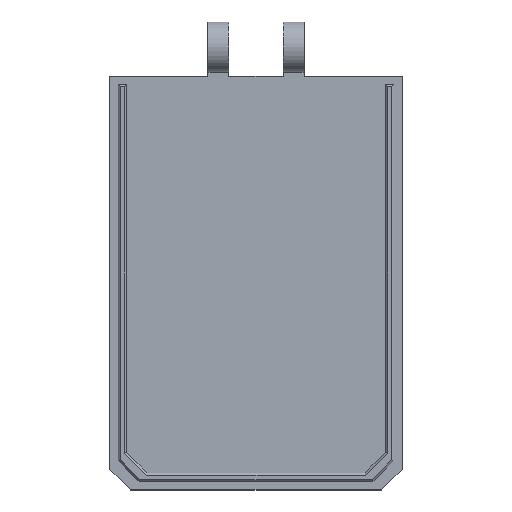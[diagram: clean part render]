
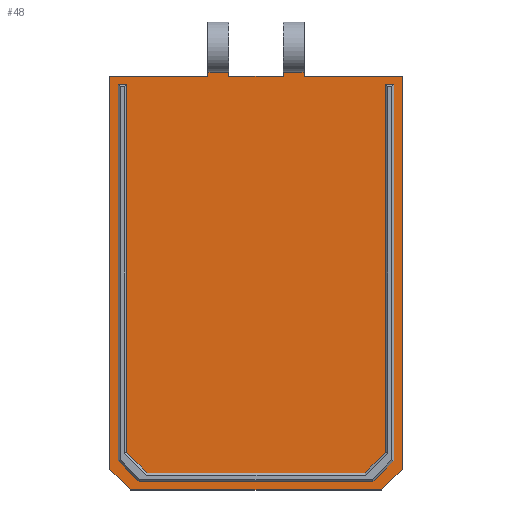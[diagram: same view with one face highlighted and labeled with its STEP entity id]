
A CAD part, top view. The second image highlights one B-rep face of the part: STEP entity #48.
In plain terms, the highlighted planar face has unit normal (0, 0, 1).
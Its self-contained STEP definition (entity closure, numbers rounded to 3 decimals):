
#48=ADVANCED_FACE('',(#100,#102),#104,.T.);
#100=FACE_BOUND('',#101,.T.);
#101=EDGE_LOOP('',(#478,#479,#480,#481,#482,#483,#484,#485,#486,#487,#488,#489,#490,
#491));
#102=FACE_BOUND('',#103,.T.);
#103=EDGE_LOOP('',(#492,#493,#494,#495,#496,#497,#498,#499,#500,#501,#502,#503));
#104=PLANE('',#105);
#105=AXIS2_PLACEMENT_3D('',#106,#107,#108);
#106=CARTESIAN_POINT('',(0.,0.,3.));
#107=DIRECTION('',(0.,0.,1.));
#108=DIRECTION('',(-1.,0.,0.));
#478=ORIENTED_EDGE('',*,*,#744,.F.);
#479=ORIENTED_EDGE('',*,*,#745,.T.);
#480=ORIENTED_EDGE('',*,*,#746,.T.);
#481=ORIENTED_EDGE('',*,*,#747,.T.);
#482=ORIENTED_EDGE('',*,*,#748,.F.);
#483=ORIENTED_EDGE('',*,*,#749,.F.);
#484=ORIENTED_EDGE('',*,*,#750,.T.);
#485=ORIENTED_EDGE('',*,*,#751,.T.);
#486=ORIENTED_EDGE('',*,*,#752,.F.);
#487=ORIENTED_EDGE('',*,*,#753,.F.);
#488=ORIENTED_EDGE('',*,*,#754,.T.);
#489=ORIENTED_EDGE('',*,*,#755,.T.);
#490=ORIENTED_EDGE('',*,*,#756,.F.);
#491=ORIENTED_EDGE('',*,*,#757,.T.);
#492=ORIENTED_EDGE('',*,*,#758,.F.);
#493=ORIENTED_EDGE('',*,*,#759,.F.);
#494=ORIENTED_EDGE('',*,*,#760,.F.);
#495=ORIENTED_EDGE('',*,*,#761,.F.);
#496=ORIENTED_EDGE('',*,*,#762,.F.);
#497=ORIENTED_EDGE('',*,*,#763,.F.);
#498=ORIENTED_EDGE('',*,*,#764,.F.);
#499=ORIENTED_EDGE('',*,*,#765,.F.);
#500=ORIENTED_EDGE('',*,*,#766,.F.);
#501=ORIENTED_EDGE('',*,*,#767,.F.);
#502=ORIENTED_EDGE('',*,*,#768,.F.);
#503=ORIENTED_EDGE('',*,*,#769,.F.);
#744=EDGE_CURVE('',#877,#878,#879,.F.);
#745=EDGE_CURVE('',#877,#880,#881,.T.);
#746=EDGE_CURVE('',#880,#882,#883,.T.);
#747=EDGE_CURVE('',#882,#884,#885,.T.);
#748=EDGE_CURVE('',#886,#884,#887,.T.);
#749=EDGE_CURVE('',#888,#886,#889,.T.);
#750=EDGE_CURVE('',#888,#890,#891,.T.);
#751=EDGE_CURVE('',#890,#892,#893,.T.);
#752=EDGE_CURVE('',#894,#892,#895,.T.);
#753=EDGE_CURVE('',#896,#894,#897,.T.);
#754=EDGE_CURVE('',#896,#898,#899,.T.);
#755=EDGE_CURVE('',#898,#900,#901,.T.);
#756=EDGE_CURVE('',#902,#900,#903,.F.);
#757=EDGE_CURVE('',#902,#878,#904,.T.);
#758=EDGE_CURVE('',#905,#906,#907,.F.);
#759=EDGE_CURVE('',#908,#905,#909,.T.);
#760=EDGE_CURVE('',#910,#908,#911,.T.);
#761=EDGE_CURVE('',#912,#910,#913,.T.);
#762=EDGE_CURVE('',#914,#912,#915,.F.);
#763=EDGE_CURVE('',#916,#914,#917,.T.);
#764=EDGE_CURVE('',#918,#916,#919,.F.);
#765=EDGE_CURVE('',#920,#918,#921,.T.);
#766=EDGE_CURVE('',#922,#920,#923,.T.);
#767=EDGE_CURVE('',#924,#922,#925,.T.);
#768=EDGE_CURVE('',#926,#924,#927,.F.);
#769=EDGE_CURVE('',#906,#926,#928,.T.);
#877=VERTEX_POINT('',#1096);
#878=VERTEX_POINT('',#1097);
#879=LINE('',#1098,#1099);
#880=VERTEX_POINT('',#1101);
#881=LINE('',#1102,#1103);
#882=VERTEX_POINT('',#1105);
#883=LINE('',#1106,#1107);
#884=VERTEX_POINT('',#1109);
#885=LINE('',#1110,#1111);
#886=VERTEX_POINT('',#1113);
#887=LINE('',#1114,#1115);
#888=VERTEX_POINT('',#1117);
#889=LINE('',#1118,#1119);
#890=VERTEX_POINT('',#1121);
#891=LINE('',#1122,#1123);
#892=VERTEX_POINT('',#1125);
#893=LINE('',#1126,#1127);
#894=VERTEX_POINT('',#1129);
#895=LINE('',#1130,#1131);
#896=VERTEX_POINT('',#1133);
#897=LINE('',#1134,#1135);
#898=VERTEX_POINT('',#1137);
#899=LINE('',#1138,#1139);
#900=VERTEX_POINT('',#1141);
#901=LINE('',#1142,#1143);
#902=VERTEX_POINT('',#1145);
#903=LINE('',#1146,#1147);
#904=LINE('',#1149,#1150);
#905=VERTEX_POINT('',#1152);
#906=VERTEX_POINT('',#1153);
#907=LINE('',#1154,#1155);
#908=VERTEX_POINT('',#1157);
#909=LINE('',#1158,#1159);
#910=VERTEX_POINT('',#1161);
#911=LINE('',#1162,#1163);
#912=VERTEX_POINT('',#1165);
#913=LINE('',#1166,#1167);
#914=VERTEX_POINT('',#1169);
#915=LINE('',#1170,#1171);
#916=VERTEX_POINT('',#1173);
#917=LINE('',#1174,#1175);
#918=VERTEX_POINT('',#1177);
#919=LINE('',#1178,#1179);
#920=VERTEX_POINT('',#1181);
#921=LINE('',#1182,#1183);
#922=VERTEX_POINT('',#1185);
#923=LINE('',#1186,#1187);
#924=VERTEX_POINT('',#1189);
#925=LINE('',#1190,#1191);
#926=VERTEX_POINT('',#1193);
#927=LINE('',#1194,#1195);
#928=LINE('',#1197,#1198);
#1096=CARTESIAN_POINT('',(35.,-44.5,3.));
#1097=CARTESIAN_POINT('',(30.,-49.5,3.));
#1098=CARTESIAN_POINT('',(30.,-49.5,3.));
#1099=VECTOR('',#1100,1.);
#1100=DIRECTION('',(0.707,0.707,0.));
#1101=CARTESIAN_POINT('',(35.,49.5,3.));
#1102=CARTESIAN_POINT('',(35.,-44.5,3.));
#1103=VECTOR('',#1104,1.);
#1104=DIRECTION('',(0.,1.,0.));
#1105=CARTESIAN_POINT('',(11.5,49.5,3.));
#1106=CARTESIAN_POINT('',(35.,49.5,3.));
#1107=VECTOR('',#1108,1.);
#1108=DIRECTION('',(-1.,0.,0.));
#1109=CARTESIAN_POINT('',(11.5,50.5,3.));
#1110=CARTESIAN_POINT('',(11.5,49.5,3.));
#1111=VECTOR('',#1112,1.);
#1112=DIRECTION('',(0.,1.,0.));
#1113=CARTESIAN_POINT('',(6.5,50.5,3.));
#1114=CARTESIAN_POINT('',(6.5,50.5,3.));
#1115=VECTOR('',#1116,1.);
#1116=DIRECTION('',(1.,0.,0.));
#1117=CARTESIAN_POINT('',(6.5,49.5,3.));
#1118=CARTESIAN_POINT('',(6.5,49.5,3.));
#1119=VECTOR('',#1120,1.);
#1120=DIRECTION('',(0.,1.,0.));
#1121=CARTESIAN_POINT('',(-6.5,49.5,3.));
#1122=CARTESIAN_POINT('',(6.5,49.5,3.));
#1123=VECTOR('',#1124,1.);
#1124=DIRECTION('',(-1.,0.,0.));
#1125=CARTESIAN_POINT('',(-6.5,50.5,3.));
#1126=CARTESIAN_POINT('',(-6.5,49.5,3.));
#1127=VECTOR('',#1128,1.);
#1128=DIRECTION('',(0.,1.,0.));
#1129=CARTESIAN_POINT('',(-11.5,50.5,3.));
#1130=CARTESIAN_POINT('',(-11.5,50.5,3.));
#1131=VECTOR('',#1132,1.);
#1132=DIRECTION('',(1.,0.,0.));
#1133=CARTESIAN_POINT('',(-11.5,49.5,3.));
#1134=CARTESIAN_POINT('',(-11.5,49.5,3.));
#1135=VECTOR('',#1136,1.);
#1136=DIRECTION('',(0.,1.,0.));
#1137=CARTESIAN_POINT('',(-35.,49.5,3.));
#1138=CARTESIAN_POINT('',(-11.5,49.5,3.));
#1139=VECTOR('',#1140,1.);
#1140=DIRECTION('',(-1.,0.,0.));
#1141=CARTESIAN_POINT('',(-35.,-44.5,3.));
#1142=CARTESIAN_POINT('',(-35.,49.5,3.));
#1143=VECTOR('',#1144,1.);
#1144=DIRECTION('',(0.,-1.,0.));
#1145=CARTESIAN_POINT('',(-30.,-49.5,3.));
#1146=CARTESIAN_POINT('',(-35.,-44.5,3.));
#1147=VECTOR('',#1148,1.);
#1148=DIRECTION('',(0.707,-0.707,0.));
#1149=CARTESIAN_POINT('',(-30.,-49.5,3.));
#1150=VECTOR('',#1151,1.);
#1151=DIRECTION('',(1.,0.,0.));
#1152=CARTESIAN_POINT('',(-33.,-42.5,3.));
#1153=CARTESIAN_POINT('',(-28.,-47.5,3.));
#1154=CARTESIAN_POINT('',(-28.,-47.5,3.));
#1155=VECTOR('',#1156,1.);
#1156=DIRECTION('',(-0.707,0.707,0.));
#1157=CARTESIAN_POINT('',(-33.,47.5,3.));
#1158=CARTESIAN_POINT('',(-33.,47.5,3.));
#1159=VECTOR('',#1160,1.);
#1160=DIRECTION('',(0.,-1.,0.));
#1161=CARTESIAN_POINT('',(-31.,47.5,3.));
#1162=CARTESIAN_POINT('',(-31.,47.5,3.));
#1163=VECTOR('',#1164,1.);
#1164=DIRECTION('',(-1.,0.,0.));
#1165=CARTESIAN_POINT('',(-31.,-40.5,3.));
#1166=CARTESIAN_POINT('',(-31.,-40.5,3.));
#1167=VECTOR('',#1168,1.);
#1168=DIRECTION('',(0.,1.,0.));
#1169=CARTESIAN_POINT('',(-26.,-45.5,3.));
#1170=CARTESIAN_POINT('',(-31.,-40.5,3.));
#1171=VECTOR('',#1172,1.);
#1172=DIRECTION('',(0.707,-0.707,0.));
#1173=CARTESIAN_POINT('',(26.,-45.5,3.));
#1174=CARTESIAN_POINT('',(26.,-45.5,3.));
#1175=VECTOR('',#1176,1.);
#1176=DIRECTION('',(-1.,0.,0.));
#1177=CARTESIAN_POINT('',(31.,-40.5,3.));
#1178=CARTESIAN_POINT('',(26.,-45.5,3.));
#1179=VECTOR('',#1180,1.);
#1180=DIRECTION('',(0.707,0.707,0.));
#1181=CARTESIAN_POINT('',(31.,47.5,3.));
#1182=CARTESIAN_POINT('',(31.,47.5,3.));
#1183=VECTOR('',#1184,1.);
#1184=DIRECTION('',(0.,-1.,0.));
#1185=CARTESIAN_POINT('',(33.,47.5,3.));
#1186=CARTESIAN_POINT('',(33.,47.5,3.));
#1187=VECTOR('',#1188,1.);
#1188=DIRECTION('',(-1.,0.,0.));
#1189=CARTESIAN_POINT('',(33.,-42.5,3.));
#1190=CARTESIAN_POINT('',(33.,-42.5,3.));
#1191=VECTOR('',#1192,1.);
#1192=DIRECTION('',(0.,1.,0.));
#1193=CARTESIAN_POINT('',(28.,-47.5,3.));
#1194=CARTESIAN_POINT('',(33.,-42.5,3.));
#1195=VECTOR('',#1196,1.);
#1196=DIRECTION('',(-0.707,-0.707,0.));
#1197=CARTESIAN_POINT('',(-28.,-47.5,3.));
#1198=VECTOR('',#1199,1.);
#1199=DIRECTION('',(1.,0.,0.));
